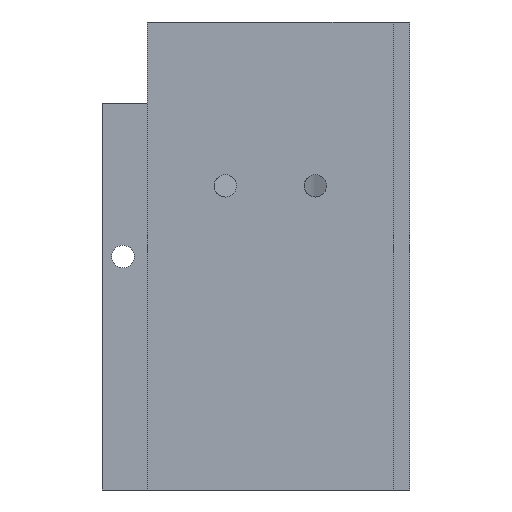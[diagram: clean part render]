
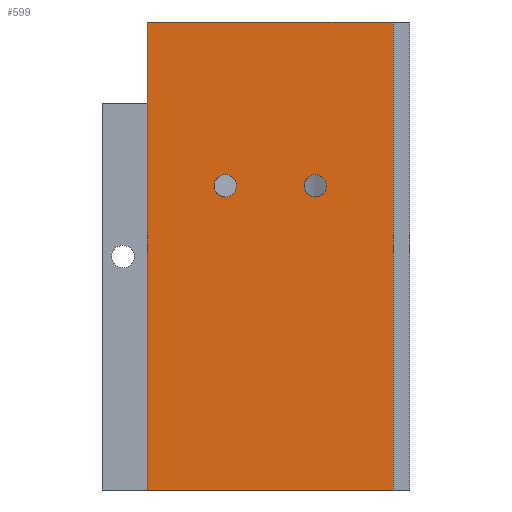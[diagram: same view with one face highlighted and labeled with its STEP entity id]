
A CAD part, left-side view. The second image highlights one B-rep face of the part: STEP entity #599.
In plain terms, the highlighted planar face has unit normal (-1, 0, 0).
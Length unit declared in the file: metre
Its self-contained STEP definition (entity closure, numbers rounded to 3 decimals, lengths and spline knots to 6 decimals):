
#53=LINE('',#979,#87);
#54=LINE('',#982,#88);
#55=LINE('',#984,#89);
#56=LINE('',#986,#90);
#87=VECTOR('',#763,1.);
#88=VECTOR('',#764,1.);
#89=VECTOR('',#765,1.);
#90=VECTOR('',#766,1.);
#131=ORIENTED_EDGE('',*,*,#267,.T.);
#132=ORIENTED_EDGE('',*,*,#268,.T.);
#133=ORIENTED_EDGE('',*,*,#269,.T.);
#134=ORIENTED_EDGE('',*,*,#270,.F.);
#135=ORIENTED_EDGE('',*,*,#271,.F.);
#136=ORIENTED_EDGE('',*,*,#272,.T.);
#267=EDGE_CURVE('',#334,#334,#384,.T.);
#268=EDGE_CURVE('',#335,#335,#385,.T.);
#269=EDGE_CURVE('',#336,#337,#53,.T.);
#270=EDGE_CURVE('',#338,#337,#54,.T.);
#271=EDGE_CURVE('',#339,#338,#55,.T.);
#272=EDGE_CURVE('',#339,#336,#56,.T.);
#334=VERTEX_POINT('',#976);
#335=VERTEX_POINT('',#978);
#336=VERTEX_POINT('',#980);
#337=VERTEX_POINT('',#981);
#338=VERTEX_POINT('',#983);
#339=VERTEX_POINT('',#985);
#384=CIRCLE('',#660,0.00275);
#385=CIRCLE('',#661,0.00275);
#421=EDGE_LOOP('',(#131));
#422=EDGE_LOOP('',(#132));
#423=EDGE_LOOP('',(#133,#134,#135,#136));
#501=FACE_BOUND('',#421,.T.);
#502=FACE_BOUND('',#422,.T.);
#503=FACE_BOUND('',#423,.T.);
#579=PLANE('',#659);
#599=ADVANCED_FACE('',(#501,#502,#503),#579,.F.);
#659=AXIS2_PLACEMENT_3D('',#974,#757,#758);
#660=AXIS2_PLACEMENT_3D('',#975,#759,#760);
#661=AXIS2_PLACEMENT_3D('',#977,#761,#762);
#757=DIRECTION('',(1.,0.,0.));
#758=DIRECTION('',(0.,0.,-1.));
#759=DIRECTION('',(1.,0.,0.));
#760=DIRECTION('',(0.,0.,-1.));
#761=DIRECTION('',(1.,0.,0.));
#762=DIRECTION('',(0.,0.,-1.));
#763=DIRECTION('',(0.,-1.,0.));
#764=DIRECTION('',(0.,0.,-1.));
#765=DIRECTION('',(0.,-1.,0.));
#766=DIRECTION('',(0.,0.,-1.));
#974=CARTESIAN_POINT('',(-0.02825,-0.00054,0.12065));
#975=CARTESIAN_POINT('',(-0.02825,0.01046,0.08065));
#976=CARTESIAN_POINT('',(-0.02825,0.01046,0.0779));
#977=CARTESIAN_POINT('',(-0.02825,-0.01154,0.08065));
#978=CARTESIAN_POINT('',(-0.02825,-0.01154,0.0779));
#979=CARTESIAN_POINT('',(-0.02825,-0.00054,0.00635));
#980=CARTESIAN_POINT('',(-0.02825,0.02946,0.00635));
#981=CARTESIAN_POINT('',(-0.02825,-0.03054,0.00635));
#982=CARTESIAN_POINT('',(-0.02825,-0.03054,0.12065));
#983=CARTESIAN_POINT('',(-0.02825,-0.03054,0.12065));
#984=CARTESIAN_POINT('',(-0.02825,-0.00054,0.12065));
#985=CARTESIAN_POINT('',(-0.02825,0.02946,0.12065));
#986=CARTESIAN_POINT('',(-0.02825,0.02946,0.12065));
